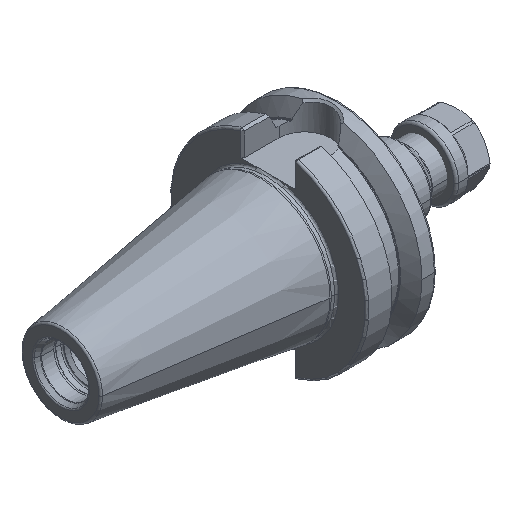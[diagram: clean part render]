
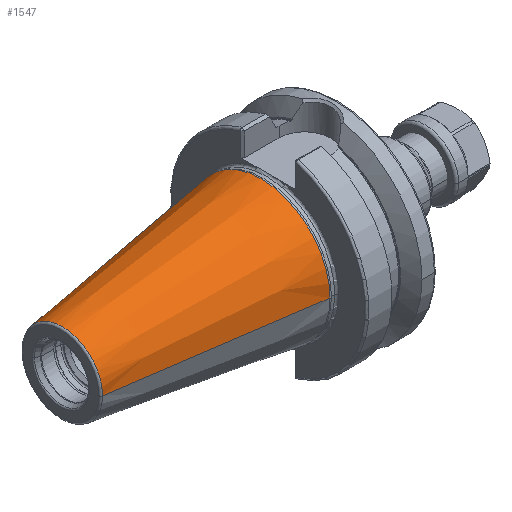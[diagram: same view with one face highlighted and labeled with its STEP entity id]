
A CAD part, isometric view. The second image highlights one B-rep face of the part: STEP entity #1547.
In plain terms, the highlighted conical face has half-angle 8.298 degrees and reference radius 27.519 mm.
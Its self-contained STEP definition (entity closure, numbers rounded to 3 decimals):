
#37=CARTESIAN_POINT('',(-100.944,0.,0.));
#38=DIRECTION('',(1.,0.,0.));
#39=DIRECTION('',(0.,1.,0.));
#40=AXIS2_PLACEMENT_3D('',#37,#38,#39);
#42=CARTESIAN_POINT('',(-0.619,0.,0.));
#43=DIRECTION('',(1.,0.,0.));
#44=DIRECTION('',(0.,1.,0.));
#45=AXIS2_PLACEMENT_3D('',#42,#43,#44);
#47=DIRECTION('',(-0.99,-0.144,0.));
#48=VECTOR('',#47,101.387);
#49=CARTESIAN_POINT('',(-0.619,34.835,0.));
#50=LINE('',#49,#48);
#51=DIRECTION('',(-0.99,0.144,0.));
#52=VECTOR('',#51,101.387);
#53=CARTESIAN_POINT('',(-0.619,-34.835,0.));
#54=LINE('',#53,#52);
#1224=CARTESIAN_POINT('',(-100.944,20.203,0.));
#1226=VERTEX_POINT('',#1224);
#1228=CARTESIAN_POINT('',(-100.944,-20.203,0.));
#1230=VERTEX_POINT('',#1228);
#1443=CARTESIAN_POINT('',(-0.619,34.835,0.));
#1444=VERTEX_POINT('',#1443);
#1445=CARTESIAN_POINT('',(-0.619,-34.835,0.));
#1446=VERTEX_POINT('',#1445);
#1533=CARTESIAN_POINT('',(-50.782,0.,0.));
#1534=DIRECTION('',(1.,0.,0.));
#1535=DIRECTION('',(0.,-1.,0.));
#1536=AXIS2_PLACEMENT_3D('',#1533,#1534,#1535);
#1537=CONICAL_SURFACE('',#1536,27.519,8.298);
#1539=ORIENTED_EDGE('',*,*,#1538,.F.);
#1541=ORIENTED_EDGE('',*,*,#1540,.T.);
#1543=ORIENTED_EDGE('',*,*,#1542,.T.);
#1544=ORIENTED_EDGE('',*,*,#1526,.F.);
#1545=EDGE_LOOP('',(#1539,#1541,#1543,#1544));
#1546=FACE_OUTER_BOUND('',#1545,.F.);
#1547=ADVANCED_FACE('',(#1546),#1537,.T.);
#41=CIRCLE('',#40,20.203);
#46=CIRCLE('',#45,34.835);
#1526=EDGE_CURVE('',#1226,#1230,#41,.T.);
#1538=EDGE_CURVE('',#1444,#1226,#50,.T.);
#1540=EDGE_CURVE('',#1444,#1446,#46,.T.);
#1542=EDGE_CURVE('',#1446,#1230,#54,.T.);
